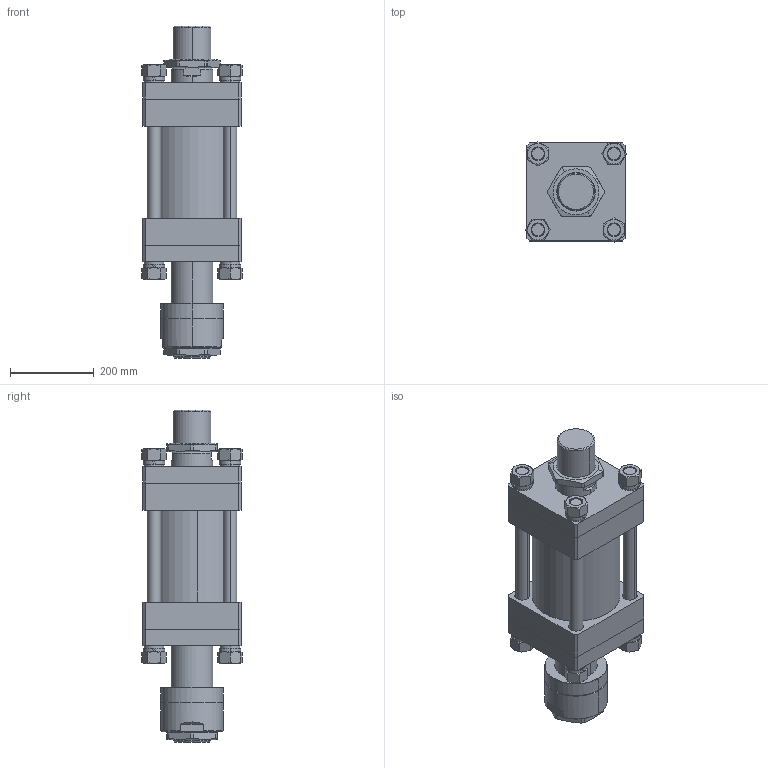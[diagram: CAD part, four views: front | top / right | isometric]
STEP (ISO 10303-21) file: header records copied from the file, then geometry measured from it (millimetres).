
FILE_DESCRIPTION (( 'STEP AP203' ), '1' );
FILE_NAME ('HOD-180-100-100-A30.STEP', '2021-04-27T10:16:22', ( '微软用户' ), ( '微软中国' ), 'SwSTEP 2.0', 'SolidWorks 2012', '' );
FILE_SCHEMA (( 'CONFIG_CONTROL_DESIGN' ));
Length unit declared in the file: millimetre
Products named in the file (12): HOB-180-100-100掛极; HOD-180-100-100-A30活塞杆; HOB-180-100-100楊擘; HOB-180-100-100前盖; HOD-180-100-100嶺裝; HOD-180-100-100-A30覃誹杶; HOD-180-100-100-A30遣喳杶; HOD-180-100-100-A30; spring lock washers--normal type gb_GB_FASTENER_WASHER_SW 33; hex nuts, style 1-grades ab gb_GB_FASTENER_NUT_SNAB1  B M33-N; plain washers for clevis pins gb_GB_ROUND_WASHERS_TYPE7 33; M90x2綠20
Assembly tree (38 placements, depth 2):
  HOD-180-100-100-A30
    HOB-180-100-100楊擘  x2
    HOB-180-100-100前盖  x2
    HOB-180-100-100掛极
    HOD-180-100-100-A30活塞杆
    HOD-180-100-100嶺裝  x4
    plain washers for clevis pins gb_GB_ROUND_WASHERS_TYPE7 33  x8
    spring lock washers--normal type gb_GB_FASTENER_WASHER_SW 33  x8
    hex nuts, style 1-grades ab gb_GB_FASTENER_NUT_SNAB1  B M33-N  x8
    M90x2綠20  x2
    HOD-180-100-100-A30覃誹杶
    HOD-180-100-100-A30遣喳杶
Bounding box: 239.74 x 239.74 x 795 mm (x, y, z)
Volume: 21927613.8 mm3; surface area: 1909215.5 mm2
Topology: 38 solids, 38 shells, 577 faces, 1312 edges, 825 vertices
Faces by surface type: plane 212, cylinder 208, cone 145, torus 12
Entity records: 8975 total; most frequent: CARTESIAN_POINT 1551, DIRECTION 1254, ORIENTED_EDGE 1042, EDGE_CURVE 521, AXIS2_PLACEMENT_3D 516, VERTEX_POINT 326, EDGE_LOOP 273, CIRCLE 247
